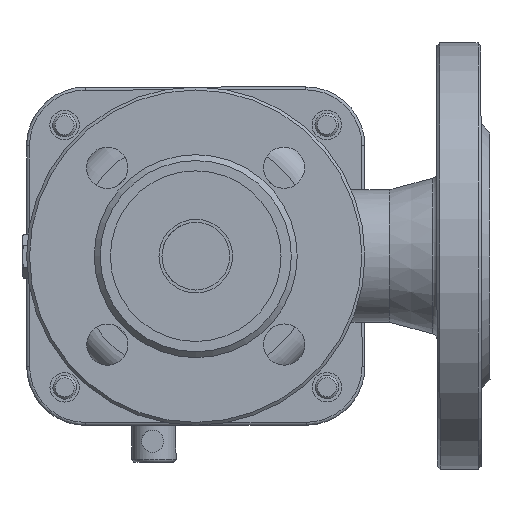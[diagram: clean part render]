
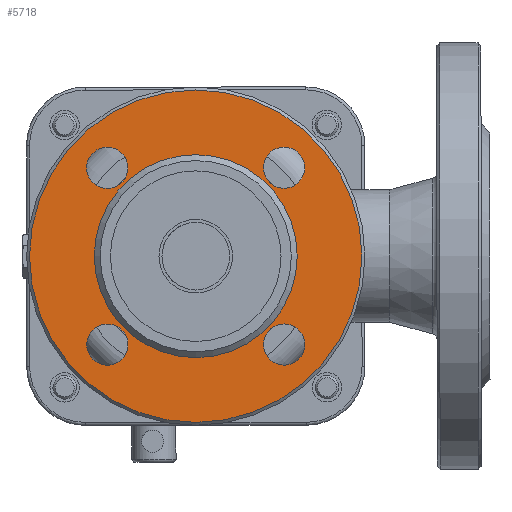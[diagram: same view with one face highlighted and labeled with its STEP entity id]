
A CAD part, front view. The second image highlights one B-rep face of the part: STEP entity #5718.
In plain terms, the highlighted planar face has unit normal (0, -1, 0).
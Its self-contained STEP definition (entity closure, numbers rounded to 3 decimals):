
#460=FACE_BOUND('',#1755,.T.);
#461=FACE_BOUND('',#1756,.T.);
#462=FACE_BOUND('',#1757,.T.);
#463=FACE_BOUND('',#1758,.T.);
#464=FACE_BOUND('',#1759,.T.);
#562=PLANE('',#6359);
#1365=FACE_OUTER_BOUND('',#1754,.T.);
#1754=EDGE_LOOP('',(#4483));
#1755=EDGE_LOOP('',(#4484));
#1756=EDGE_LOOP('',(#4485));
#1757=EDGE_LOOP('',(#4486));
#1758=EDGE_LOOP('',(#4487));
#1759=EDGE_LOOP('',(#4488));
#2138=CIRCLE('',#6357,34.5);
#2140=CIRCLE('',#6360,56.5);
#2141=CIRCLE('',#6361,7.);
#2142=CIRCLE('',#6362,7.);
#2143=CIRCLE('',#6363,7.);
#2144=CIRCLE('',#6364,7.);
#2604=VERTEX_POINT('',#11173);
#2606=VERTEX_POINT('',#11179);
#2607=VERTEX_POINT('',#11181);
#2608=VERTEX_POINT('',#11183);
#2609=VERTEX_POINT('',#11185);
#2610=VERTEX_POINT('',#11187);
#3260=EDGE_CURVE('',#2604,#2604,#2138,.T.);
#3263=EDGE_CURVE('',#2606,#2606,#2140,.T.);
#3264=EDGE_CURVE('',#2607,#2607,#2141,.T.);
#3265=EDGE_CURVE('',#2608,#2608,#2142,.T.);
#3266=EDGE_CURVE('',#2609,#2609,#2143,.T.);
#3267=EDGE_CURVE('',#2610,#2610,#2144,.T.);
#4483=ORIENTED_EDGE('',*,*,#3263,.F.);
#4484=ORIENTED_EDGE('',*,*,#3264,.F.);
#4485=ORIENTED_EDGE('',*,*,#3265,.F.);
#4486=ORIENTED_EDGE('',*,*,#3266,.F.);
#4487=ORIENTED_EDGE('',*,*,#3267,.F.);
#4488=ORIENTED_EDGE('',*,*,#3260,.F.);
#5718=ADVANCED_FACE('',(#1365,#460,#461,#462,#463,#464),#562,.F.);
#6357=AXIS2_PLACEMENT_3D('',#11174,#7497,#7498);
#6359=AXIS2_PLACEMENT_3D('',#11178,#7502,#7503);
#6360=AXIS2_PLACEMENT_3D('',#11180,#7504,#7505);
#6361=AXIS2_PLACEMENT_3D('',#11182,#7506,#7507);
#6362=AXIS2_PLACEMENT_3D('',#11184,#7508,#7509);
#6363=AXIS2_PLACEMENT_3D('',#11186,#7510,#7511);
#6364=AXIS2_PLACEMENT_3D('',#11188,#7512,#7513);
#7497=DIRECTION('center_axis',(0.,-1.,0.));
#7498=DIRECTION('ref_axis',(1.,0.,0.));
#7502=DIRECTION('center_axis',(0.,1.,0.));
#7503=DIRECTION('ref_axis',(0.,0.,1.));
#7504=DIRECTION('center_axis',(0.,1.,0.));
#7505=DIRECTION('ref_axis',(-1.,0.,0.));
#7506=DIRECTION('center_axis',(0.,-1.,0.));
#7507=DIRECTION('ref_axis',(-1.,0.,0.));
#7508=DIRECTION('center_axis',(0.,-1.,0.));
#7509=DIRECTION('ref_axis',(-1.,0.,0.));
#7510=DIRECTION('center_axis',(0.,-1.,0.));
#7511=DIRECTION('ref_axis',(-1.,0.,0.));
#7512=DIRECTION('center_axis',(0.,-1.,0.));
#7513=DIRECTION('ref_axis',(-1.,0.,0.));
#11173=CARTESIAN_POINT('',(-34.5,-23.,0.));
#11174=CARTESIAN_POINT('Origin',(0.,-23.,0.));
#11178=CARTESIAN_POINT('Origin',(0.,-23.,0.));
#11179=CARTESIAN_POINT('',(56.5,-23.,0.));
#11180=CARTESIAN_POINT('Origin',(0.,-23.,0.));
#11181=CARTESIAN_POINT('',(37.052,-23.,30.052));
#11182=CARTESIAN_POINT('Origin',(30.052,-23.,30.052));
#11183=CARTESIAN_POINT('',(37.052,-23.,-30.052));
#11184=CARTESIAN_POINT('Origin',(30.052,-23.,-30.052));
#11185=CARTESIAN_POINT('',(-23.052,-23.,-30.052));
#11186=CARTESIAN_POINT('Origin',(-30.052,-23.,-30.052));
#11187=CARTESIAN_POINT('',(-23.052,-23.,30.052));
#11188=CARTESIAN_POINT('Origin',(-30.052,-23.,30.052));
